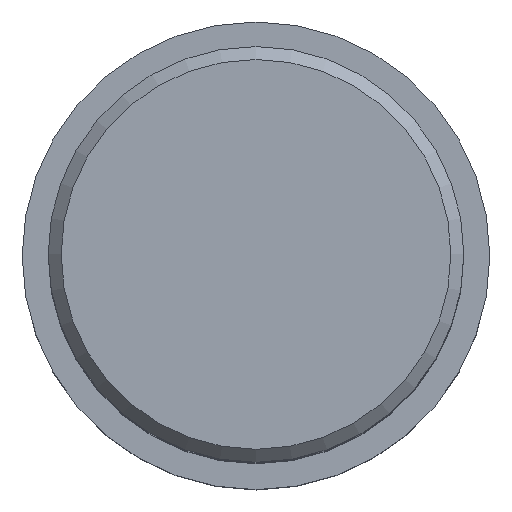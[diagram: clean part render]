
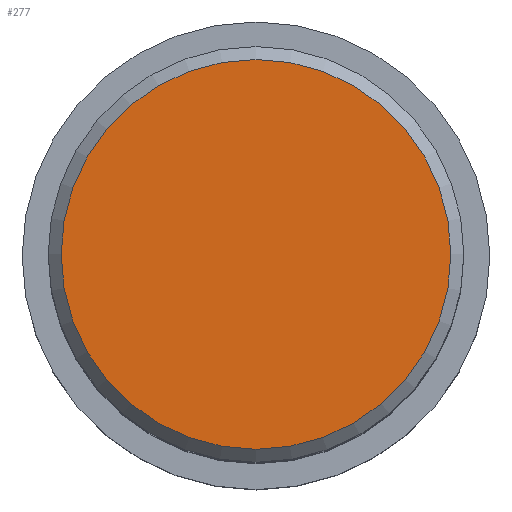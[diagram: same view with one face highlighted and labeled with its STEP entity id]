
A CAD part, top view. The second image highlights one B-rep face of the part: STEP entity #277.
In plain terms, the highlighted planar face has unit normal (0, 0, 1).
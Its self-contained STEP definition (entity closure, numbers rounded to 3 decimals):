
#16=PLANE('',#340);
#54=FACE_OUTER_BOUND('',#72,.T.);
#72=EDGE_LOOP('',(#247));
#107=CIRCLE('',#339,1.5);
#132=VERTEX_POINT('',#529);
#170=EDGE_CURVE('',#132,#132,#107,.T.);
#247=ORIENTED_EDGE('',*,*,#170,.F.);
#277=ADVANCED_FACE('',(#54),#16,.T.);
#339=AXIS2_PLACEMENT_3D('',#530,#441,#442);
#340=AXIS2_PLACEMENT_3D('',#532,#444,#445);
#441=DIRECTION('center_axis',(0.,0.,-1.));
#442=DIRECTION('ref_axis',(1.,0.,0.));
#444=DIRECTION('center_axis',(0.,0.,1.));
#445=DIRECTION('ref_axis',(1.,0.,0.));
#529=CARTESIAN_POINT('',(32.042,4.75,10.26));
#530=CARTESIAN_POINT('Origin',(33.542,4.75,10.26));
#532=CARTESIAN_POINT('Origin',(33.542,4.75,10.26));
